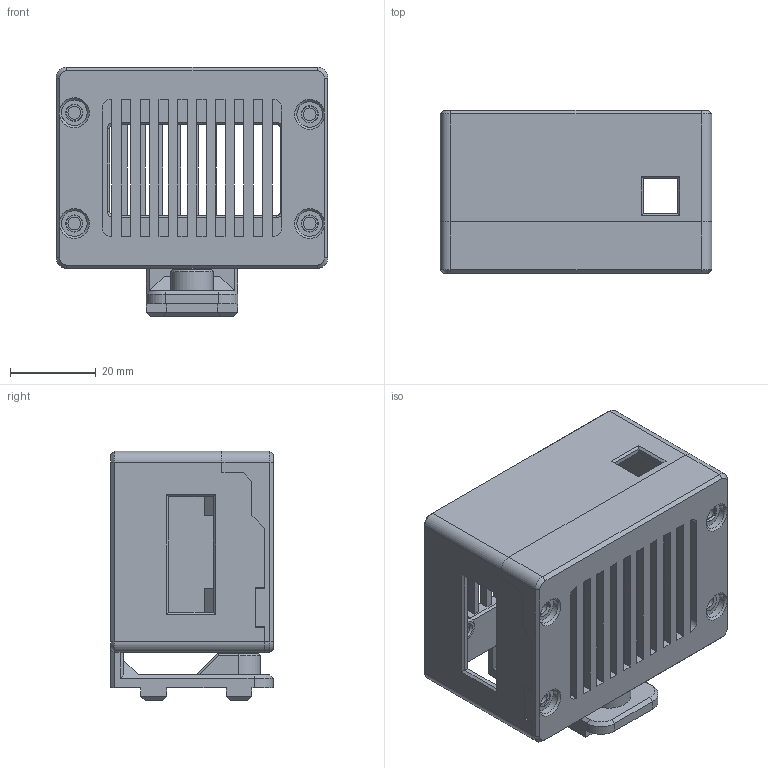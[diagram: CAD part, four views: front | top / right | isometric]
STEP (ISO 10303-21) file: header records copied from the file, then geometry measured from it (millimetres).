
FILE_DESCRIPTION(/* description */ (''),/* implementation_level */ '2;1');
FILE_NAME(/* name */ 'Mosfet Case V1.step',/* time_stamp */ '2018-10-22T17:29:16+01:00',/* author */ (''),/* organization */ (''),/* preprocessor_version */ 'ST-DEVELOPER v17.2',/* originating_system */ 'Autodesk Translation Framework v7.6.0.251',/* authorisation */ '');
FILE_SCHEMA (('AUTOMOTIVE_DESIGN { 1 0 10303 214 3 1 1 }'));
Length unit declared in the file: millimetre
Products named in the file (3): Mosfet Case V1; Mosfet Case Mount; Mosfet Case Lid
Assembly tree (2 placements, depth 2):
  Mosfet Case V1
    Mosfet Case Mount
    Mosfet Case Lid
Bounding box: 63.5 x 38 x 58.27 mm (x, y, z)
Volume: 25726 mm3; surface area: 26583.9 mm2
Topology: 2 solids, 2 shells, 481 faces, 1266 edges, 791 vertices
Faces by surface type: plane 393, cylinder 45, cone 39, bspline 4
Full cylindrical faces by diameter (mm): 3 x16, 4 x1, 6 x8, 7.1 x1
Entity records: 14782 total; most frequent: CARTESIAN_POINT 2685, ORIENTED_EDGE 2536, DIRECTION 2357, EDGE_CURVE 1268, LINE 1105, VECTOR 1105, VERTEX_POINT 793, AXIS2_PLACEMENT_3D 626
